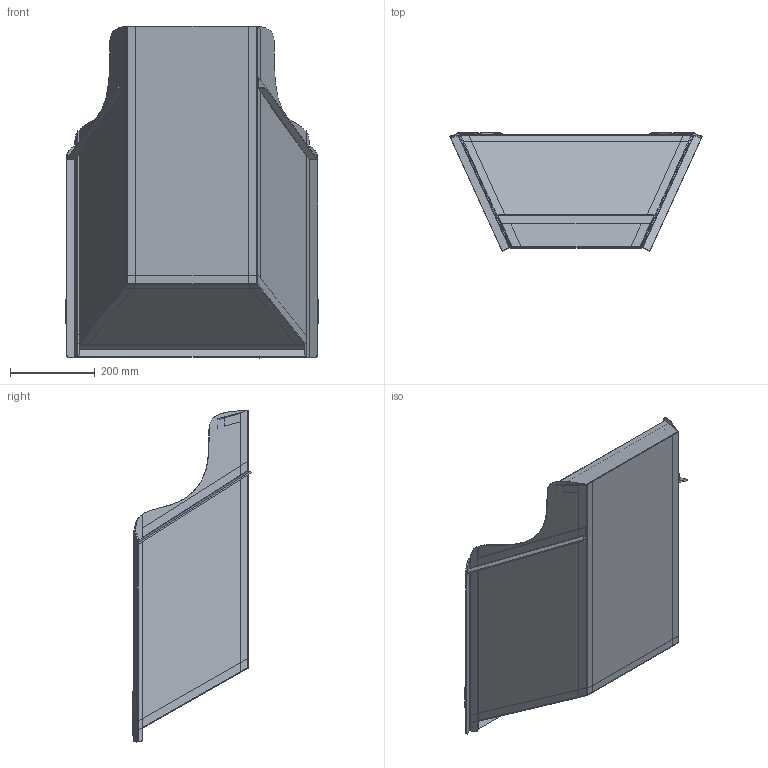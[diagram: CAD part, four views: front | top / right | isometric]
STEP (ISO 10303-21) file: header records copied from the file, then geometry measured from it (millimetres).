
FILE_DESCRIPTION (( 'STEP AP203' ), '1' );
FILE_NAME ('dog_carrier-v01.STEP', '2024-07-13T21:24:41', ( '' ), ( '' ), 'SwSTEP 2.0', 'SolidWorks 2024', '' );
FILE_SCHEMA (( 'CONFIG_CONTROL_DESIGN' ));
Length unit declared in the file: millimetre
Products named in the file (20): joint-rear-bottom-v01; brace-top-right-v01; panel-front-v01; Mirrorbrace-middle-right-v01; dog_carrier-v01; Mirrorjoint-front-right-v01; brace-middle-right-v01; tab-v01; joint-base-side-right-v01; Mirrortab-v01; panel-back-v01; joint-rear-side-right-v01; panel-side-v01; Mirrorjoint-rear-side-right-v01; joint-front-right-v01; brace-rear-v01; panel-base-v01; brace-front-v01; Mirrorjoint-base-side-right-v01; Mirrorbrace-top-right-v01
Assembly tree (20 placements, depth 2):
  dog_carrier-v01
    panel-base-v01
    panel-side-v01  x2
    panel-back-v01
    panel-front-v01
    joint-rear-bottom-v01
    joint-rear-side-right-v01
    joint-base-side-right-v01
    joint-front-right-v01
    brace-rear-v01
    brace-top-right-v01
    brace-middle-right-v01
    brace-front-v01
    Mirrorbrace-top-right-v01
    Mirrorbrace-middle-right-v01
    Mirrorjoint-rear-side-right-v01
    Mirrorjoint-base-side-right-v01
    Mirrorjoint-front-right-v01
    tab-v01
    Mirrortab-v01
Bounding box: 596.73 x 280.94 x 785.73 mm (x, y, z)
Volume: 1493520.7 mm3; surface area: 1776306.8 mm2
Topology: 20 solids, 20 shells, 294 faces, 626 edges, 372 vertices
Faces by surface type: plane 202, bspline 46, cylinder 46
Entity records: 10879 total; most frequent: CARTESIAN_POINT 3010, ORIENTED_EDGE 1222, DIRECTION 1023, EDGE_CURVE 611, VECTOR 429, LINE 429, VERTEX_POINT 362, AXIS2_PLACEMENT_3D 297
